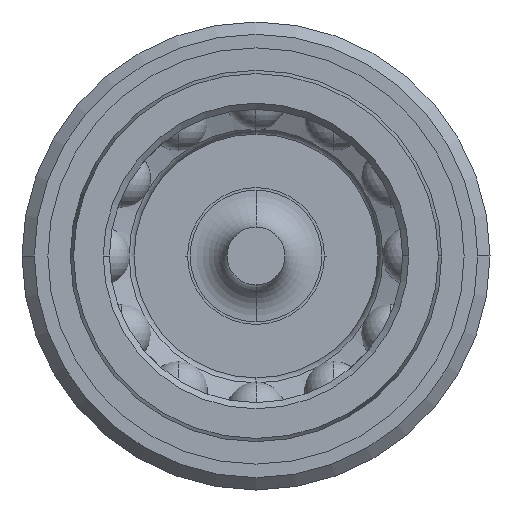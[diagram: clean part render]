
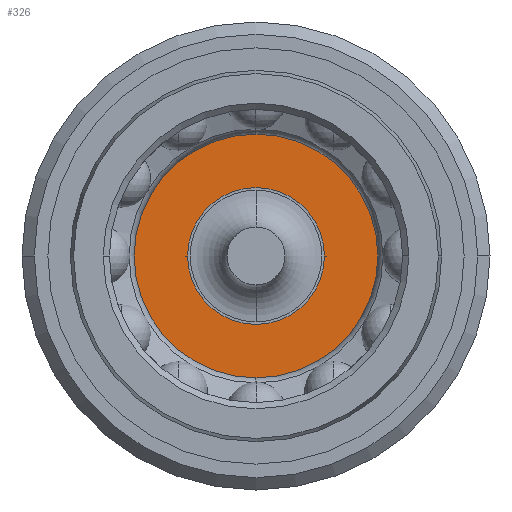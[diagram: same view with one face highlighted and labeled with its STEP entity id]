
A CAD part, left-side view. The second image highlights one B-rep face of the part: STEP entity #326.
In plain terms, the highlighted planar face has unit normal (-1, 0, 0).
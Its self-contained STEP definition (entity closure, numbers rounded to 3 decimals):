
#326 = ADVANCED_FACE( '', ( #713, #714 ), #715, .F. );
#713 = FACE_OUTER_BOUND( '', #1180, .T. );
#714 = FACE_BOUND( '', #1181, .T. );
#715 = PLANE( '', #1182 );
#1180 = EDGE_LOOP( '', ( #2521, #2522 ) );
#1181 = EDGE_LOOP( '', ( #2523, #2524 ) );
#1182 = AXIS2_PLACEMENT_3D( '', #2525, #2526, #2527 );
#2521 = ORIENTED_EDGE( '', *, *, #3321, .T. );
#2522 = ORIENTED_EDGE( '', *, *, #3386, .T. );
#2523 = ORIENTED_EDGE( '', *, *, #3323, .F. );
#2524 = ORIENTED_EDGE( '', *, *, #3385, .F. );
#2525 = CARTESIAN_POINT( '', ( -17.9, 7.928, 0. ) );
#2526 = DIRECTION( '', ( 1., 0., 0. ) );
#2527 = DIRECTION( '', ( 0., -1., 0. ) );
#3321 = EDGE_CURVE( '', #4074, #4078, #4080, .T. );
#3323 = EDGE_CURVE( '', #4081, #4084, #4085, .T. );
#3385 = EDGE_CURVE( '', #4084, #4081, #4186, .T. );
#3386 = EDGE_CURVE( '', #4078, #4074, #4187, .T. );
#4074 = VERTEX_POINT( '', #5754 );
#4078 = VERTEX_POINT( '', #5759 );
#4080 = CIRCLE( '', #5762, 10.3 );
#4081 = VERTEX_POINT( '', #5763 );
#4084 = VERTEX_POINT( '', #5767 );
#4085 = CIRCLE( '', #5768, 5.555 );
#4186 = CIRCLE( '', #6198, 5.555 );
#4187 = CIRCLE( '', #6199, 10.3 );
#5754 = CARTESIAN_POINT( '', ( -17.9, 10.3, 0. ) );
#5759 = CARTESIAN_POINT( '', ( -17.9, -10.3, 0. ) );
#5762 = AXIS2_PLACEMENT_3D( '', #7082, #7083, #7084 );
#5763 = CARTESIAN_POINT( '', ( -17.9, 5.555, 0. ) );
#5767 = CARTESIAN_POINT( '', ( -17.9, -5.555, 0. ) );
#5768 = AXIS2_PLACEMENT_3D( '', #7086, #7087, #7088 );
#6198 = AXIS2_PLACEMENT_3D( '', #7204, #7205, #7206 );
#6199 = AXIS2_PLACEMENT_3D( '', #7207, #7208, #7209 );
#7082 = CARTESIAN_POINT( '', ( -17.9, 0., 0. ) );
#7083 = DIRECTION( '', ( -1., 0., 0. ) );
#7084 = DIRECTION( '', ( 0., 1., 0. ) );
#7086 = CARTESIAN_POINT( '', ( -17.9, 0., 0. ) );
#7087 = DIRECTION( '', ( -1., 0., 0. ) );
#7088 = DIRECTION( '', ( 0., 1., 0. ) );
#7204 = CARTESIAN_POINT( '', ( -17.9, 0., 0. ) );
#7205 = DIRECTION( '', ( -1., 0., 0. ) );
#7206 = DIRECTION( '', ( 0., 1., 0. ) );
#7207 = CARTESIAN_POINT( '', ( -17.9, 0., 0. ) );
#7208 = DIRECTION( '', ( -1., 0., 0. ) );
#7209 = DIRECTION( '', ( 0., 1., 0. ) );
